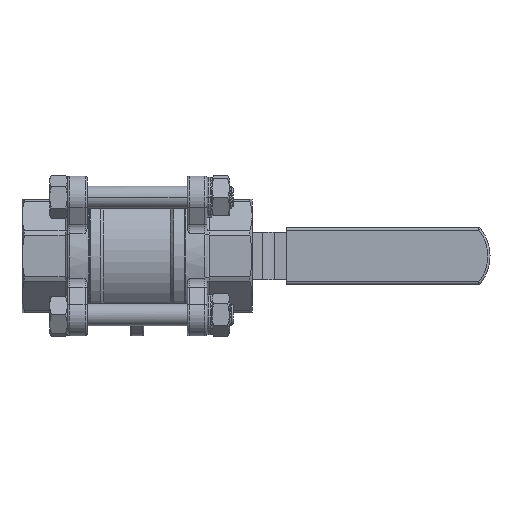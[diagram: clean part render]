
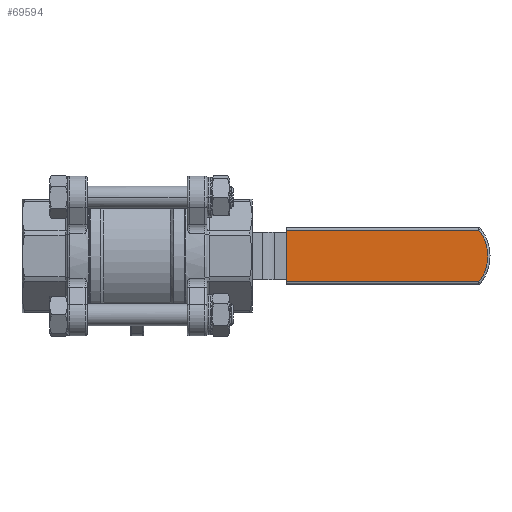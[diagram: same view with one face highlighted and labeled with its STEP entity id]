
A CAD part, front view. The second image highlights one B-rep face of the part: STEP entity #69594.
In plain terms, the highlighted planar face has unit normal (0, -1, 0).
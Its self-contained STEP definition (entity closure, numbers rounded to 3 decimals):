
#69433 = EDGE_CURVE ( 'NONE', #69439, #69451, #83985, .T. ) ;
#69439 = VERTEX_POINT ( 'NONE', #84064 ) ;
#69451 = VERTEX_POINT ( 'NONE', #84033 ) ;
#69594 = ADVANCED_FACE ( 'NONE', ( #86117 ), #86200, .F. ) ;
#69596 = EDGE_LOOP ( 'NONE', ( #69944, #70050, #70059, #70422 ) ) ;
#69938 = EDGE_CURVE ( 'NONE', #69439, #70053, #86897, .T. ) ;
#69944 = ORIENTED_EDGE ( 'NONE', *, *, #69433, .F. ) ;
#70050 = ORIENTED_EDGE ( 'NONE', *, *, #69938, .T. ) ;
#70053 = VERTEX_POINT ( 'NONE', #87164 ) ;
#70059 = ORIENTED_EDGE ( 'NONE', *, *, #70720, .T. ) ;
#70062 = VERTEX_POINT ( 'NONE', #87153 ) ;
#70200 = EDGE_CURVE ( 'NONE', #70062, #69451, #87632, .T. ) ;
#70422 = ORIENTED_EDGE ( 'NONE', *, *, #70200, .T. ) ;
#70720 = EDGE_CURVE ( 'NONE', #70053, #70062, #92456, .T. ) ;
#83979 = DIRECTION ( 'NONE',  ( 0., 0., 1. ) ) ;
#83980 = VECTOR ( 'NONE', #83979, 1000. ) ;
#83982 = CARTESIAN_POINT ( 'NONE',  ( 67.5, 84.4, -12.75 ) ) ;
#83985 = LINE ( 'NONE', #83982, #83980 ) ;
#84033 = CARTESIAN_POINT ( 'NONE',  ( 67.5, 84.4, 11.75 ) ) ;
#84064 = CARTESIAN_POINT ( 'NONE',  ( 67.5, 84.4, -11.75 ) ) ;
#86117 = FACE_OUTER_BOUND ( 'NONE', #69596, .T. ) ;
#86190 = DIRECTION ( 'NONE',  ( 0., 0., 1. ) ) ;
#86192 = DIRECTION ( 'NONE',  ( 0., 1., 0. ) ) ;
#86194 = CARTESIAN_POINT ( 'NONE',  ( 139.5, 84.4, 0. ) ) ;
#86196 = AXIS2_PLACEMENT_3D ( 'NONE', #86194, #86192, #86190 ) ;
#86200 = PLANE ( 'NONE',  #86196 ) ;
#86892 = DIRECTION ( 'NONE',  ( 1., 0., 0. ) ) ;
#86893 = VECTOR ( 'NONE', #86892, 1000. ) ;
#86895 = CARTESIAN_POINT ( 'NONE',  ( 139.5, 84.4, -11.75 ) ) ;
#86897 = LINE ( 'NONE', #86895, #86893 ) ;
#87153 = CARTESIAN_POINT ( 'NONE',  ( 154.431, 84.4, 11.75 ) ) ;
#87164 = CARTESIAN_POINT ( 'NONE',  ( 154.431, 84.4, -11.75 ) ) ;
#87620 = DIRECTION ( 'NONE',  ( -1., 0., 0. ) ) ;
#87621 = VECTOR ( 'NONE', #87620, 1000. ) ;
#87623 = CARTESIAN_POINT ( 'NONE',  ( 139.5, 84.4, 11.75 ) ) ;
#87632 = LINE ( 'NONE', #87623, #87621 ) ;
#92448 = DIRECTION ( 'NONE',  ( 0., 0., 1. ) ) ;
#92450 = DIRECTION ( 'NONE',  ( 0., -1., 0. ) ) ;
#92452 = CARTESIAN_POINT ( 'NONE',  ( 139.5, 84.4, 0. ) ) ;
#92454 = AXIS2_PLACEMENT_3D ( 'NONE', #92452, #92450, #92448 ) ;
#92456 = CIRCLE ( 'NONE', #92454, 19. ) ;
